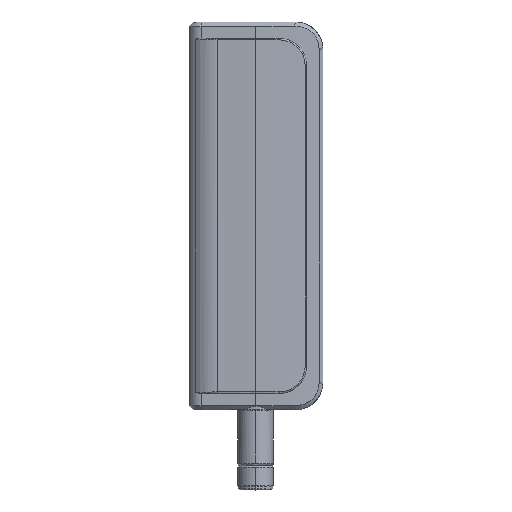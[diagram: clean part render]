
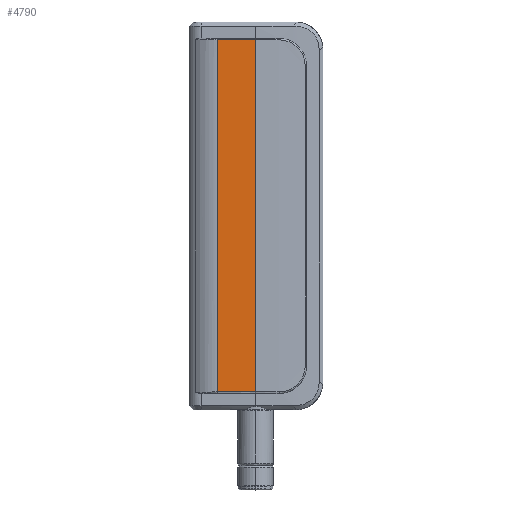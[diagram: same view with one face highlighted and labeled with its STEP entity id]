
A CAD part, top view. The second image highlights one B-rep face of the part: STEP entity #4790.
In plain terms, the highlighted cylindrical face has radius 259.984 mm (diameter 519.967 mm), a partial arc.
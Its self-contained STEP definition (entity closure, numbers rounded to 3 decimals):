
#26 = CARTESIAN_POINT ( 'NONE',  ( 159.016, -69.447, 5.29 ) ) ;
#27 = EDGE_CURVE ( 'NONE', #6226, #7055, #2723, .T. ) ;
#101 = CARTESIAN_POINT ( 'NONE',  ( 159.059, -69.447, 5.293 ) ) ;
#149 = DIRECTION ( 'NONE',  ( 0., 1., 0. ) ) ;
#824 = ORIENTED_EDGE ( 'NONE', *, *, #27, .F. ) ;
#855 = CARTESIAN_POINT ( 'NONE',  ( 173., -69.447, 5.667 ) ) ;
#1323 = DIRECTION ( 'NONE',  ( 0., 0., 1. ) ) ;
#1534 = ORIENTED_EDGE ( 'NONE', *, *, #7119, .F. ) ;
#1695 = CARTESIAN_POINT ( 'NONE',  ( 159.059, 59.447, 5.293 ) ) ;
#1747 = CARTESIAN_POINT ( 'NONE',  ( 162.805, -69.447, 5.494 ) ) ;
#1793 = CARTESIAN_POINT ( 'NONE',  ( 172.09, -69.447, 5.667 ) ) ;
#1868 = CYLINDRICAL_SURFACE ( 'NONE', #2034, 259.984 ) ;
#2034 = AXIS2_PLACEMENT_3D ( 'NONE', #5243, #149, #1323 ) ;
#2219 = VECTOR ( 'NONE', #4396, 1000. ) ;
#2344 = CARTESIAN_POINT ( 'NONE',  ( 159.016, 59.447, 5.29 ) ) ;
#2723 = B_SPLINE_CURVE_WITH_KNOTS ( 'NONE', 3,
 ( #6130, #3882, #1695, #6105, #4503, #2813, #5608, #3423 ),
 .UNSPECIFIED., .F., .F.,
 ( 4, 2, 2, 4 ),
 ( 0., 0.006, 0.806, 1. ),
 .UNSPECIFIED. ) ;
#2740 = LINE ( 'NONE', #6668, #2219 ) ;
#2813 = CARTESIAN_POINT ( 'NONE',  ( 171.186, 59.447, 5.662 ) ) ;
#2898 = CARTESIAN_POINT ( 'NONE',  ( 159.039, -69.447, 5.292 ) ) ;
#3015 = VECTOR ( 'NONE', #6755, 1000. ) ;
#3230 = VERTEX_POINT ( 'NONE', #3340 ) ;
#3340 = CARTESIAN_POINT ( 'NONE',  ( 159.016, -69.447, 5.29 ) ) ;
#3423 = CARTESIAN_POINT ( 'NONE',  ( 173., 59.447, 5.667 ) ) ;
#3450 = CARTESIAN_POINT ( 'NONE',  ( 171.18, -69.447, 5.662 ) ) ;
#3645 = VERTEX_POINT ( 'NONE', #855 ) ;
#3840 = ORIENTED_EDGE ( 'NONE', *, *, #4712, .F. ) ;
#3882 = CARTESIAN_POINT ( 'NONE',  ( 159.039, 59.447, 5.292 ) ) ;
#4396 = DIRECTION ( 'NONE',  ( 0., 1., 0. ) ) ;
#4503 = CARTESIAN_POINT ( 'NONE',  ( 166.54, 59.447, 5.613 ) ) ;
#4712 = EDGE_CURVE ( 'NONE', #3645, #3230, #6329, .T. ) ;
#4790 = ADVANCED_FACE ( 'NONE', ( #6728 ), #1868, .T. ) ;
#4990 = ORIENTED_EDGE ( 'NONE', *, *, #6611, .T. ) ;
#5094 = CARTESIAN_POINT ( 'NONE',  ( 166.534, -69.447, 5.613 ) ) ;
#5124 = CARTESIAN_POINT ( 'NONE',  ( 173., -69.529, 5.667 ) ) ;
#5243 = CARTESIAN_POINT ( 'NONE',  ( 173., -69.529, -254.317 ) ) ;
#5420 = CARTESIAN_POINT ( 'NONE',  ( 173., 59.447, 5.667 ) ) ;
#5608 = CARTESIAN_POINT ( 'NONE',  ( 172.093, 59.447, 5.667 ) ) ;
#6105 = CARTESIAN_POINT ( 'NONE',  ( 162.809, 59.447, 5.494 ) ) ;
#6130 = CARTESIAN_POINT ( 'NONE',  ( 159.016, 59.447, 5.29 ) ) ;
#6226 = VERTEX_POINT ( 'NONE', #2344 ) ;
#6240 = LINE ( 'NONE', #5124, #3015 ) ;
#6329 = B_SPLINE_CURVE_WITH_KNOTS ( 'NONE', 3,
 ( #6750, #1793, #3450, #5094, #1747, #101, #2898, #26 ),
 .UNSPECIFIED., .F., .F.,
 ( 4, 2, 2, 4 ),
 ( 0., 0.195, 0.994, 1. ),
 .UNSPECIFIED. ) ;
#6611 = EDGE_CURVE ( 'NONE', #3645, #7055, #6240, .T. ) ;
#6668 = CARTESIAN_POINT ( 'NONE',  ( 159.016, 59.529, 5.29 ) ) ;
#6728 = FACE_OUTER_BOUND ( 'NONE', #7195, .T. ) ;
#6750 = CARTESIAN_POINT ( 'NONE',  ( 173., -69.447, 5.667 ) ) ;
#6755 = DIRECTION ( 'NONE',  ( 0., 1., 0. ) ) ;
#7055 = VERTEX_POINT ( 'NONE', #5420 ) ;
#7119 = EDGE_CURVE ( 'NONE', #3230, #6226, #2740, .T. ) ;
#7195 = EDGE_LOOP ( 'NONE', ( #3840, #4990, #824, #1534 ) ) ;
